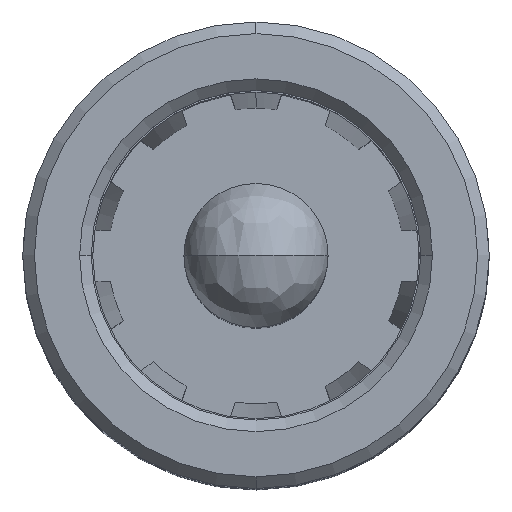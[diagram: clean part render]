
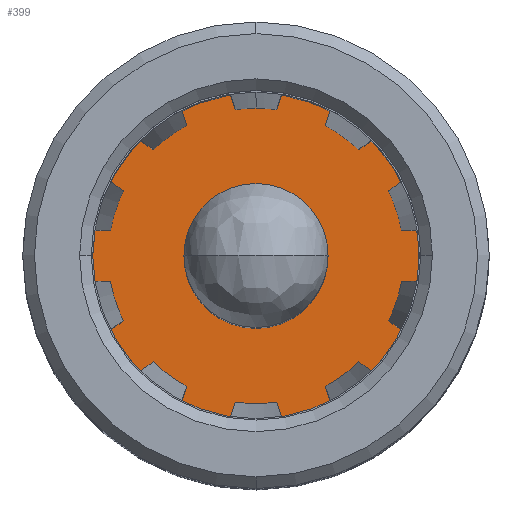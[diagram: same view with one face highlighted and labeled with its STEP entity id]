
A CAD part, top view. The second image highlights one B-rep face of the part: STEP entity #399.
In plain terms, the highlighted face is planar.
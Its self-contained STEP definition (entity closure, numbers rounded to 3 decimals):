
#72 = DIRECTION ( 'NONE',  ( 0., 0., 1. ) ) ;
#138 = AXIS2_PLACEMENT_3D ( 'NONE', #1921, #431, #2448 ) ;
#371 = VERTEX_POINT ( 'NONE', #5922 ) ;
#399 = ADVANCED_FACE ( 'NONE', ( #2682, #2220 ), #2618, .T. ) ;
#431 = DIRECTION ( 'NONE',  ( 0., 1., 0. ) ) ;
#675 = CARTESIAN_POINT ( 'NONE',  ( 4., 3.5, -2.765 ) ) ;
#744 = VECTOR ( 'NONE', #3992, 1000. ) ;
#825 = AXIS2_PLACEMENT_3D ( 'NONE', #2500, #2069, #4397 ) ;
#929 = CARTESIAN_POINT ( 'NONE',  ( 4., 3.5, -4. ) ) ;
#1044 = CARTESIAN_POINT ( 'NONE',  ( 4., 3.5, -4. ) ) ;
#1070 = DIRECTION ( 'NONE',  ( 0., -1., 0. ) ) ;
#1125 = VERTEX_POINT ( 'NONE', #5398 ) ;
#1178 = AXIS2_PLACEMENT_3D ( 'NONE', #1044, #1949, #2508 ) ;
#1299 = VERTEX_POINT ( 'NONE', #675 ) ;
#1315 = DIRECTION ( 'NONE',  ( 0., 1., 0. ) ) ;
#1468 = ORIENTED_EDGE ( 'NONE', *, *, #3548, .T. ) ;
#1644 = CIRCLE ( 'NONE', #4034, 3.65 ) ;
#1683 = CARTESIAN_POINT ( 'NONE',  ( 0.672, 3.5, -5.5 ) ) ;
#1766 = ORIENTED_EDGE ( 'NONE', *, *, #2015, .T. ) ;
#1780 = CIRCLE ( 'NONE', #1178, 2.8 ) ;
#1871 = CIRCLE ( 'NONE', #3173, 1.235 ) ;
#1921 = CARTESIAN_POINT ( 'NONE',  ( 4., 3.5, -4. ) ) ;
#1934 = EDGE_CURVE ( 'NONE', #2520, #3803, #1644, .T. ) ;
#1949 = DIRECTION ( 'NONE',  ( 0., 1., 0. ) ) ;
#2007 = CARTESIAN_POINT ( 'NONE',  ( 1.636, 3.5, -5.5 ) ) ;
#2015 = EDGE_CURVE ( 'NONE', #371, #3264, #4625, .T. ) ;
#2069 = DIRECTION ( 'NONE',  ( 0., -1., 0. ) ) ;
#2089 = LINE ( 'NONE', #3520, #744 ) ;
#2220 = FACE_BOUND ( 'NONE', #3720, .T. ) ;
#2448 = DIRECTION ( 'NONE',  ( 0., 0., 1. ) ) ;
#2500 = CARTESIAN_POINT ( 'NONE',  ( 4., 3.5, -4. ) ) ;
#2508 = DIRECTION ( 'NONE',  ( 0., 0., 1. ) ) ;
#2520 = VERTEX_POINT ( 'NONE', #6150 ) ;
#2526 = AXIS2_PLACEMENT_3D ( 'NONE', #2710, #1315, #5143 ) ;
#2618 = PLANE ( 'NONE',  #2526 ) ;
#2635 = EDGE_LOOP ( 'NONE', ( #3732, #5366, #1766, #3709, #1468, #3261 ) ) ;
#2656 = ORIENTED_EDGE ( 'NONE', *, *, #2886, .T. ) ;
#2682 = FACE_OUTER_BOUND ( 'NONE', #2635, .T. ) ;
#2710 = CARTESIAN_POINT ( 'NONE',  ( 4., 3.5, -4. ) ) ;
#2824 = CIRCLE ( 'NONE', #138, 3.65 ) ;
#2886 = EDGE_CURVE ( 'NONE', #1299, #4889, #1871, .T. ) ;
#2952 = DIRECTION ( 'NONE',  ( 0., 1., 0. ) ) ;
#3030 = EDGE_CURVE ( 'NONE', #4889, #1299, #3215, .T. ) ;
#3173 = AXIS2_PLACEMENT_3D ( 'NONE', #4839, #1070, #72 ) ;
#3215 = CIRCLE ( 'NONE', #825, 1.235 ) ;
#3261 = ORIENTED_EDGE ( 'NONE', *, *, #5872, .T. ) ;
#3264 = VERTEX_POINT ( 'NONE', #1683 ) ;
#3392 = EDGE_CURVE ( 'NONE', #3264, #1125, #5273, .T. ) ;
#3520 = CARTESIAN_POINT ( 'NONE',  ( 0.672, 3.5, -2.5 ) ) ;
#3548 = EDGE_CURVE ( 'NONE', #1125, #5001, #1780, .T. ) ;
#3569 = VECTOR ( 'NONE', #3981, 1000. ) ;
#3709 = ORIENTED_EDGE ( 'NONE', *, *, #3392, .T. ) ;
#3720 = EDGE_LOOP ( 'NONE', ( #2656, #6126 ) ) ;
#3732 = ORIENTED_EDGE ( 'NONE', *, *, #1934, .T. ) ;
#3803 = VERTEX_POINT ( 'NONE', #5363 ) ;
#3981 = DIRECTION ( 'NONE',  ( 1., 0., 0. ) ) ;
#3992 = DIRECTION ( 'NONE',  ( -1., 0., 0. ) ) ;
#4034 = AXIS2_PLACEMENT_3D ( 'NONE', #929, #4701, #6171 ) ;
#4055 = CARTESIAN_POINT ( 'NONE',  ( 4., 3.5, -4. ) ) ;
#4076 = CARTESIAN_POINT ( 'NONE',  ( 1.636, 3.5, -2.5 ) ) ;
#4316 = AXIS2_PLACEMENT_3D ( 'NONE', #4055, #2952, #5852 ) ;
#4397 = DIRECTION ( 'NONE',  ( 0., 0., 1. ) ) ;
#4625 = CIRCLE ( 'NONE', #4316, 3.65 ) ;
#4701 = DIRECTION ( 'NONE',  ( 0., 1., 0. ) ) ;
#4839 = CARTESIAN_POINT ( 'NONE',  ( 4., 3.5, -4. ) ) ;
#4889 = VERTEX_POINT ( 'NONE', #5173 ) ;
#5001 = VERTEX_POINT ( 'NONE', #4076 ) ;
#5143 = DIRECTION ( 'NONE',  ( 0., 0., 1. ) ) ;
#5173 = CARTESIAN_POINT ( 'NONE',  ( 4., 3.5, -5.235 ) ) ;
#5273 = LINE ( 'NONE', #2007, #3569 ) ;
#5363 = CARTESIAN_POINT ( 'NONE',  ( 4., 3.5, -0.35 ) ) ;
#5366 = ORIENTED_EDGE ( 'NONE', *, *, #6068, .T. ) ;
#5398 = CARTESIAN_POINT ( 'NONE',  ( 1.636, 3.5, -5.5 ) ) ;
#5852 = DIRECTION ( 'NONE',  ( 0., 0., 1. ) ) ;
#5872 = EDGE_CURVE ( 'NONE', #5001, #2520, #2089, .T. ) ;
#5922 = CARTESIAN_POINT ( 'NONE',  ( 4., 3.5, -7.65 ) ) ;
#6068 = EDGE_CURVE ( 'NONE', #3803, #371, #2824, .T. ) ;
#6126 = ORIENTED_EDGE ( 'NONE', *, *, #3030, .T. ) ;
#6150 = CARTESIAN_POINT ( 'NONE',  ( 0.672, 3.5, -2.5 ) ) ;
#6171 = DIRECTION ( 'NONE',  ( 0., 0., 1. ) ) ;
